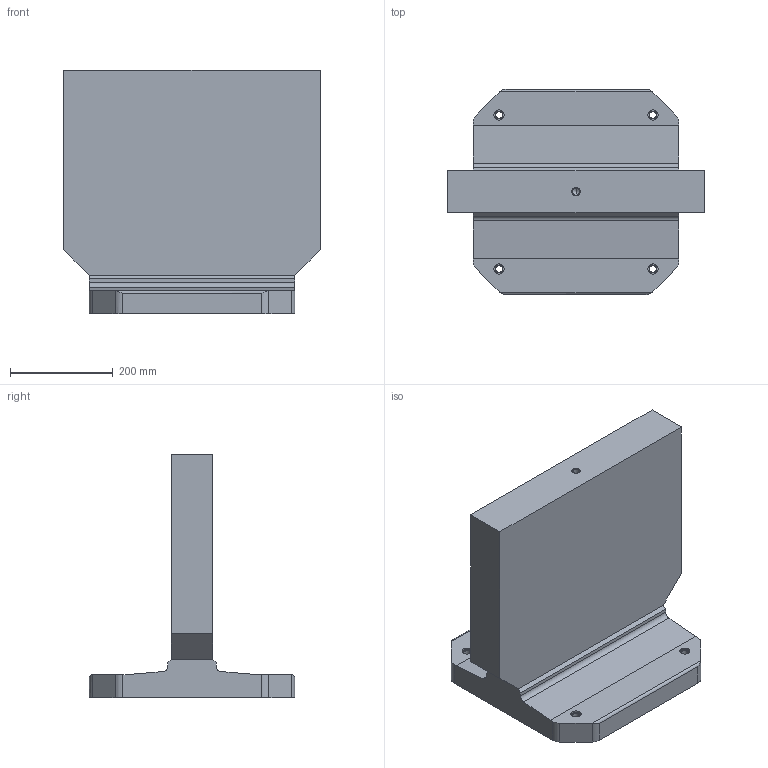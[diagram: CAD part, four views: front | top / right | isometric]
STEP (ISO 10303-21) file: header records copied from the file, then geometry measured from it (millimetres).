
FILE_DESCRIPTION(('STEP AP214'),'1');
FILE_NAME(' ',' ',('TraceParts'),('TraceParts S.A.'),'XStep 1.0',' ',' ');
FILE_SCHEMA(('automotive_design'));
Length unit declared in the file: millimetre
Products named in the file (1): 1
Bounding box: 500 x 400 x 475 mm (x, y, z)
Volume: 24189145.2 mm3; surface area: 876645 mm2
Topology: 1 solids, 1 shells, 79 faces, 194 edges, 123 vertices
Faces by surface type: cylinder 36, plane 31, cone 12
Entity records: 4623 total; most frequent: CARTESIAN_POINT 455, DIRECTION 426, STYLED_ITEM 395, PRESENTATION_STYLE_ASSIGNMENT 395, COLOUR_RGB 395, ORIENTED_EDGE 384, EDGE_CURVE 192, CURVE_STYLE 192
